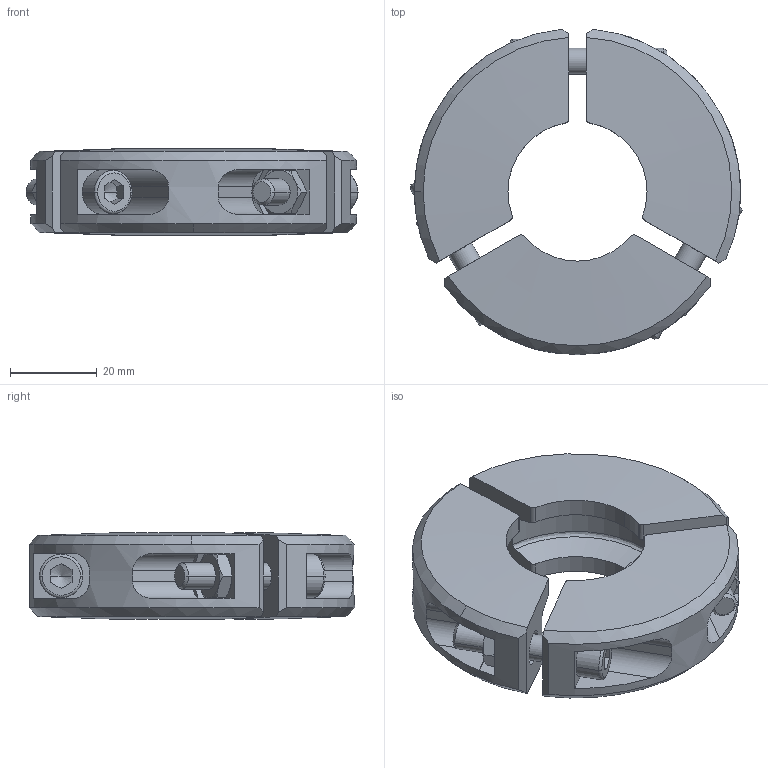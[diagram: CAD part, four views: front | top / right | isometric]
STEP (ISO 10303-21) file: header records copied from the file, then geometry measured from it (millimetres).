
FILE_DESCRIPTION (( 'STEP AP214' ), '1' );
FILE_NAME ('110BSD025.step', '2017-07-06T08:55:01', ( 'install' ), ( '' ), 'SwSTEP 2.0', 'SolidWorks 2015', '' );
FILE_SCHEMA (( 'AUTOMOTIVE_DESIGN' ));
Length unit declared in the file: millimetre
Products named in the file (1): 110BSD025
Bounding box: 76.36 x 74.82 x 20 mm (x, y, z)
Volume: 49806.8 mm3; surface area: 20974.2 mm2
Topology: 1 solids, 4 shells, 309 faces, 758 edges, 478 vertices
Faces by surface type: plane 111, cone 96, cylinder 90, torus 6, bspline 6
Entity records: 9786 total; most frequent: CARTESIAN_POINT 2683, ORIENTED_EDGE 1504, DIRECTION 1419, EDGE_CURVE 752, AXIS2_PLACEMENT_3D 565, VERTEX_POINT 478, EDGE_LOOP 344, FACE_OUTER_BOUND 309
